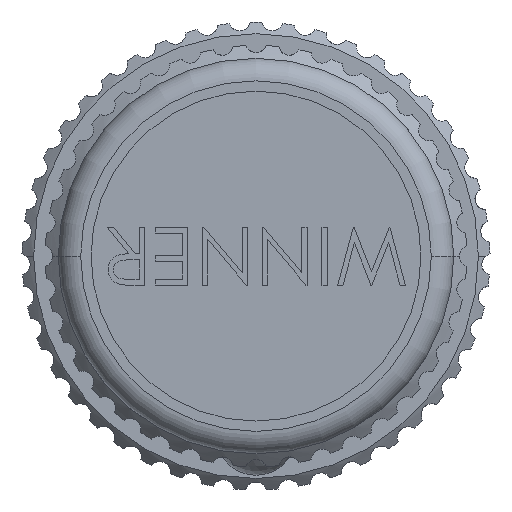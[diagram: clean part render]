
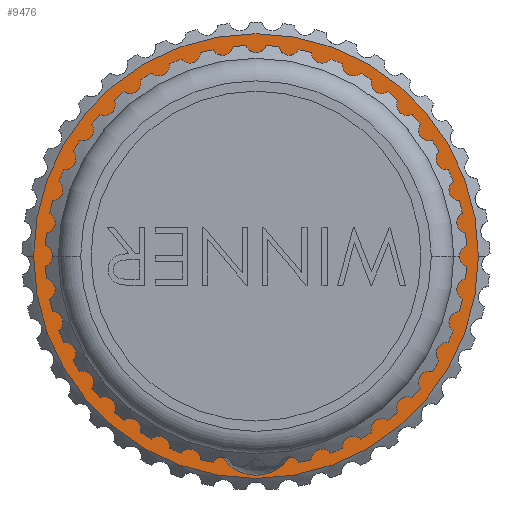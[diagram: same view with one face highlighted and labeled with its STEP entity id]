
A CAD part, left-side view. The second image highlights one B-rep face of the part: STEP entity #9476.
In plain terms, the highlighted planar face has unit normal (-1, 0, 0).
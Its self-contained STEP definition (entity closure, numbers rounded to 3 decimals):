
#3535 = DIRECTION ( 'NONE',  ( 0., 1., 0. ) ) ;
#3536 = DIRECTION ( 'NONE',  ( -1., 0., 0. ) ) ;
#3538 = PLANE ( 'NONE',  #10841 ) ;
#3541 = CARTESIAN_POINT ( 'NONE',  ( -8.05, 0., 0. ) ) ;
#3948 = CARTESIAN_POINT ( 'NONE',  ( -8.05, -8.56, 0. ) ) ;
#4161 = CARTESIAN_POINT ( 'NONE',  ( -8.05, 15.3, 0. ) ) ;
#4380 = CARTESIAN_POINT ( 'NONE',  ( -8.05, -15.3, 0. ) ) ;
#4659 = CARTESIAN_POINT ( 'NONE',  ( -8.05, 8.56, 0. ) ) ;
#6972 = VERTEX_POINT ( 'NONE', #4659 ) ;
#7207 = VERTEX_POINT ( 'NONE', #4380 ) ;
#7327 = VERTEX_POINT ( 'NONE', #4161 ) ;
#7436 = VERTEX_POINT ( 'NONE', #3948 ) ;
#9476 = ADVANCED_FACE ( 'NONE', ( #11766, #11774 ), #3538, .T. ) ;
#10275 = EDGE_CURVE ( 'NONE', #6972, #7436, #29326, .T. ) ;
#10396 = EDGE_CURVE ( 'NONE', #7207, #7327, #29467, .T. ) ;
#10841 = AXIS2_PLACEMENT_3D ( 'NONE', #3541, #3536, #3535 ) ;
#11519 = AXIS2_PLACEMENT_3D ( 'NONE', #31222, #31223, #31224 ) ;
#11520 = AXIS2_PLACEMENT_3D ( 'NONE', #31958, #31959, #31960 ) ;
#11648 = AXIS2_PLACEMENT_3D ( 'NONE', #35244, #35245, #35246 ) ;
#11729 = AXIS2_PLACEMENT_3D ( 'NONE', #36650, #36651, #37188 ) ;
#11766 = FACE_BOUND ( 'NONE', #36438, .T. ) ;
#11774 = FACE_OUTER_BOUND ( 'NONE', #37099, .T. ) ;
#29326 = CIRCLE ( 'NONE', #11519, 8.56 ) ;
#29467 = CIRCLE ( 'NONE', #11520, 15.3 ) ;
#29896 = CIRCLE ( 'NONE', #11648, 15.3 ) ;
#30087 = CIRCLE ( 'NONE', #11729, 8.56 ) ;
#31222 = CARTESIAN_POINT ( 'NONE',  ( -8.05, 0., 0. ) ) ;
#31223 = DIRECTION ( 'NONE',  ( -1., 0., 0. ) ) ;
#31224 = DIRECTION ( 'NONE',  ( 0., 1., 0. ) ) ;
#31958 = CARTESIAN_POINT ( 'NONE',  ( -8.05, 0., 0. ) ) ;
#31959 = DIRECTION ( 'NONE',  ( -1., 0., 0. ) ) ;
#31960 = DIRECTION ( 'NONE',  ( 0., 1., 0. ) ) ;
#35244 = CARTESIAN_POINT ( 'NONE',  ( -8.05, 0., 0. ) ) ;
#35245 = DIRECTION ( 'NONE',  ( -1., 0., 0. ) ) ;
#35246 = DIRECTION ( 'NONE',  ( 0., 1., 0. ) ) ;
#36438 = EDGE_LOOP ( 'NONE', ( #38695, #38692 ) ) ;
#36650 = CARTESIAN_POINT ( 'NONE',  ( -8.05, 0., 0. ) ) ;
#36651 = DIRECTION ( 'NONE',  ( -1., 0., 0. ) ) ;
#37099 = EDGE_LOOP ( 'NONE', ( #38690, #38687 ) ) ;
#37188 = DIRECTION ( 'NONE',  ( 0., 1., 0. ) ) ;
#38687 = ORIENTED_EDGE ( 'NONE', *, *, #44401, .T. ) ;
#38690 = ORIENTED_EDGE ( 'NONE', *, *, #10396, .T. ) ;
#38692 = ORIENTED_EDGE ( 'NONE', *, *, #44603, .F. ) ;
#38695 = ORIENTED_EDGE ( 'NONE', *, *, #10275, .F. ) ;
#44401 = EDGE_CURVE ( 'NONE', #7327, #7207, #29896, .T. ) ;
#44603 = EDGE_CURVE ( 'NONE', #7436, #6972, #30087, .T. ) ;
